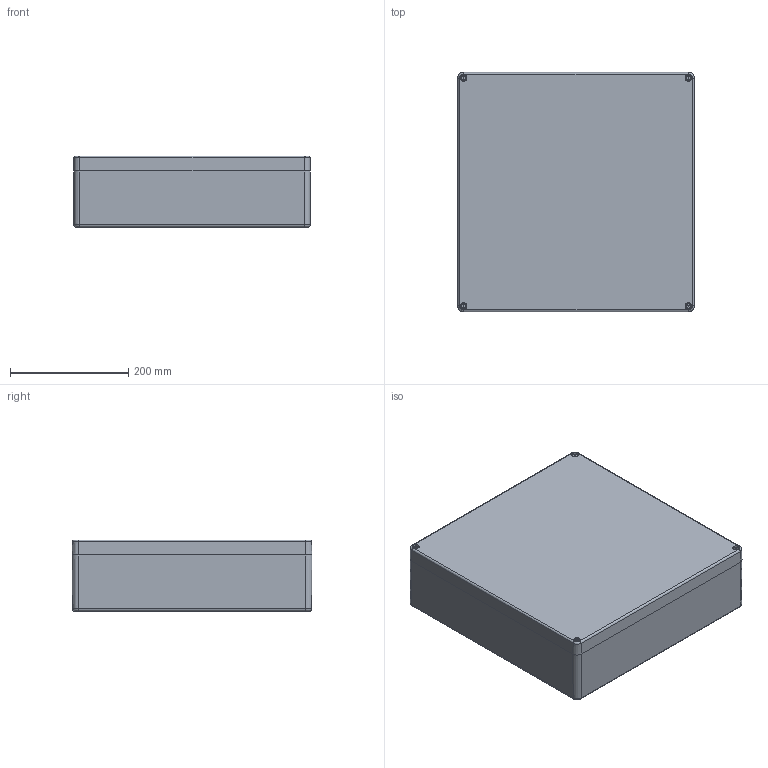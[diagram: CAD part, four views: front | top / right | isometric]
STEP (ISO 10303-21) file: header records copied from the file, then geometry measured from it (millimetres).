
FILE_DESCRIPTION(/* description */ (''),/* implementation_level */ '2;1');
FILE_NAME(/* name */ 'HW-D16165SC.stp',/* time_stamp */ '2014-04-17T10:02:25-05:00',/* author */ ('jtigges'),/* organization */ (''),/* preprocessor_version */ 'ST-DEVELOPER v15.2',/* originating_system */ 'Autodesk Inventor 2014',/* authorisation */ '');
FILE_SCHEMA (('AUTOMOTIVE_DESIGN { 1 0 10303 214 3 1 1 }'));
Length unit declared in the file: inch
Products named in the file (8): D16165B; M6 BRASSINSERT; m6ss; D16165C; D16165gasket; WP16165WU; M6 SS cover Screw_35l; D16165W_STP
Bounding box: 400 x 405 x 121 mm (x, y, z)
Volume: 3059663.7 mm3; surface area: 1075331.3 mm2
Topology: 17 solids, 17 shells, 1288 faces, 3246 edges, 2096 vertices
Faces by surface type: plane 632, bspline 296, cylinder 162, cone 138, torus 60
Full cylindrical faces by diameter (mm): 4.917 x10, 5.2 x4, 5.4 x4, 6 x10, 7 x4, 7.4 x10, 8 x4, 9.5 x4
Entity records: 32247 total; most frequent: CARTESIAN_POINT 9247, ORIENTED_EDGE 5050, DIRECTION 3910, EDGE_CURVE 2525, VERTEX_POINT 1685, LINE 1422, VECTOR 1422, AXIS2_PLACEMENT_3D 1244
